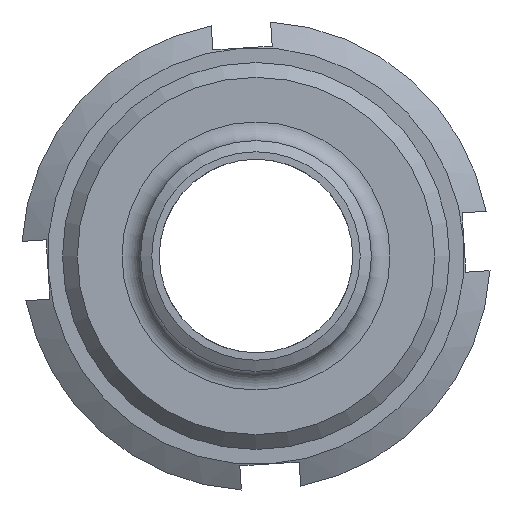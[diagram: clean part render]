
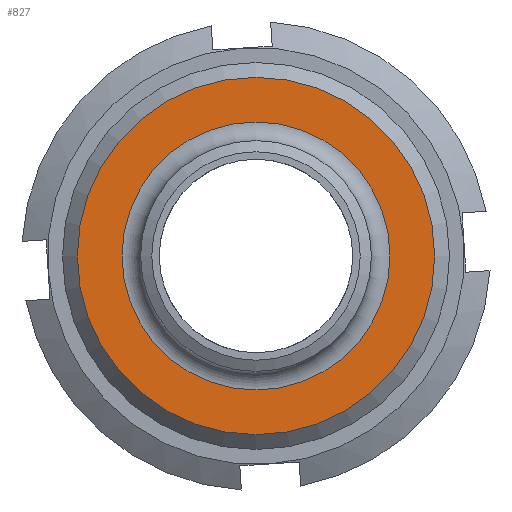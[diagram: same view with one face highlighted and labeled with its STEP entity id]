
A CAD part, left-side view. The second image highlights one B-rep face of the part: STEP entity #827.
In plain terms, the highlighted planar face has unit normal (-1, 0, 0).
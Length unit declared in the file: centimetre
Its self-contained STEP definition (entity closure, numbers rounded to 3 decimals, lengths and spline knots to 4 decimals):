
#117=PLANE('',#926);
#145=FACE_BOUND('',#285,.T.);
#202=FACE_OUTER_BOUND('',#284,.T.);
#284=EDGE_LOOP('',(#689));
#285=EDGE_LOOP('',(#690));
#339=CIRCLE('',#925,2.4);
#340=CIRCLE('',#927,1.8);
#410=VERTEX_POINT('',#1431);
#411=VERTEX_POINT('',#1434);
#505=EDGE_CURVE('',#410,#410,#339,.T.);
#506=EDGE_CURVE('',#411,#411,#340,.T.);
#689=ORIENTED_EDGE('',*,*,#505,.F.);
#690=ORIENTED_EDGE('',*,*,#506,.F.);
#827=ADVANCED_FACE('',(#202,#145),#117,.T.);
#925=AXIS2_PLACEMENT_3D('',#1432,#1135,#1136);
#926=AXIS2_PLACEMENT_3D('',#1433,#1137,#1138);
#927=AXIS2_PLACEMENT_3D('',#1435,#1139,#1140);
#1135=DIRECTION('center_axis',(1.,0.,0.));
#1136=DIRECTION('ref_axis',(0.,-1.,0.));
#1137=DIRECTION('center_axis',(-1.,0.,0.));
#1138=DIRECTION('ref_axis',(0.,0.,1.));
#1139=DIRECTION('center_axis',(-1.,0.,0.));
#1140=DIRECTION('ref_axis',(0.,-1.,0.));
#1431=CARTESIAN_POINT('',(-1.3,2.4,0.));
#1432=CARTESIAN_POINT('Origin',(-1.3,0.,0.));
#1433=CARTESIAN_POINT('Origin',(-1.3,2.6,0.));
#1434=CARTESIAN_POINT('',(-1.3,1.8,0.));
#1435=CARTESIAN_POINT('Origin',(-1.3,0.,0.));
